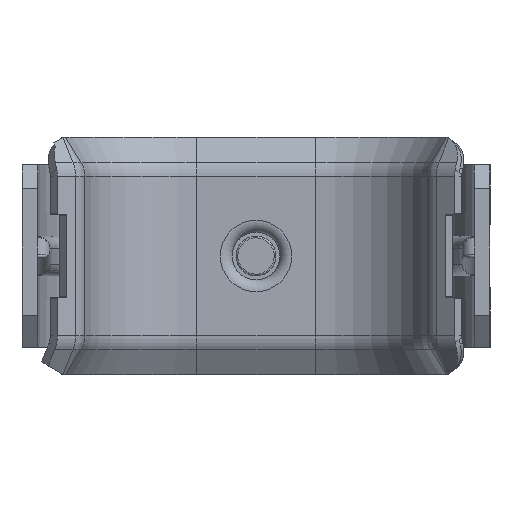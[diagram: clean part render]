
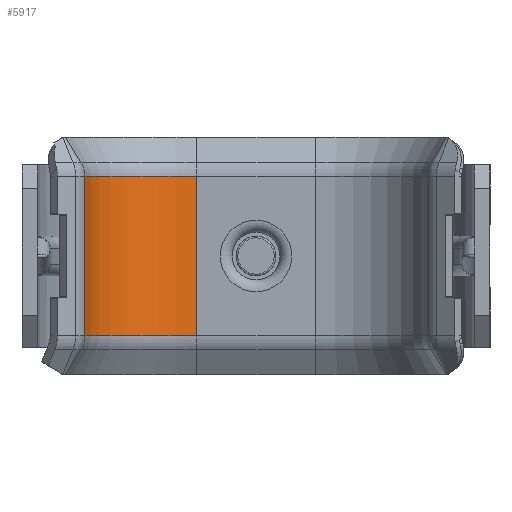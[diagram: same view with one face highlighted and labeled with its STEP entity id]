
A CAD part, left-side view. The second image highlights one B-rep face of the part: STEP entity #5917.
In plain terms, the highlighted cylindrical face has radius 14.411 mm (diameter 28.822 mm), a partial arc.
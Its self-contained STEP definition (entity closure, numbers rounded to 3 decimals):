
#599=FACE_OUTER_BOUND('',#976,.T.);
#976=EDGE_LOOP('',(#4277,#4278,#4279,#4280));
#1338=LINE('',#8847,#1770);
#1371=LINE('',#9346,#1803);
#1770=VECTOR('',#7103,10.);
#1803=VECTOR('',#7270,10.);
#2232=CIRCLE('',#6446,14.411);
#2233=CIRCLE('',#6448,14.411);
#2519=VERTEX_POINT('',#8844);
#2520=VERTEX_POINT('',#8846);
#2581=VERTEX_POINT('',#9341);
#2582=VERTEX_POINT('',#9345);
#3093=EDGE_CURVE('',#2520,#2519,#1338,.T.);
#3190=EDGE_CURVE('',#2582,#2581,#1371,.T.);
#3211=EDGE_CURVE('',#2519,#2581,#2232,.T.);
#3212=EDGE_CURVE('',#2520,#2582,#2233,.T.);
#4277=ORIENTED_EDGE('',*,*,#3093,.T.);
#4278=ORIENTED_EDGE('',*,*,#3211,.T.);
#4279=ORIENTED_EDGE('',*,*,#3190,.F.);
#4280=ORIENTED_EDGE('',*,*,#3212,.F.);
#5776=CYLINDRICAL_SURFACE('',#6447,14.411);
#5917=ADVANCED_FACE('',(#599),#5776,.F.);
#6446=AXIS2_PLACEMENT_3D('',#9410,#7324,#7325);
#6447=AXIS2_PLACEMENT_3D('',#9411,#7326,#7327);
#6448=AXIS2_PLACEMENT_3D('',#9412,#7328,#7329);
#7103=DIRECTION('',(-1.,0.,0.));
#7270=DIRECTION('',(-1.,0.,0.));
#7324=DIRECTION('center_axis',(-1.,0.,0.));
#7325=DIRECTION('ref_axis',(0.,0.766,-0.643));
#7326=DIRECTION('center_axis',(-1.,0.,0.));
#7327=DIRECTION('ref_axis',(0.,0.462,0.887));
#7328=DIRECTION('center_axis',(-1.,0.,0.));
#7329=DIRECTION('ref_axis',(0.,0.766,-0.643));
#8844=CARTESIAN_POINT('',(-25.025,-10.809,-34.662));
#8846=CARTESIAN_POINT('',(-4.975,-10.809,-34.662));
#8847=CARTESIAN_POINT('',(-25.025,-10.809,-34.662));
#9341=CARTESIAN_POINT('',(-25.025,-28.506,-38.179));
#9345=CARTESIAN_POINT('',(-4.975,-28.506,-38.179));
#9346=CARTESIAN_POINT('',(-25.025,-28.506,-38.179));
#9410=CARTESIAN_POINT('Origin',(-25.025,-21.848,-25.398));
#9411=CARTESIAN_POINT('Origin',(-15.,-21.848,-25.398));
#9412=CARTESIAN_POINT('Origin',(-4.975,-21.848,-25.398));
